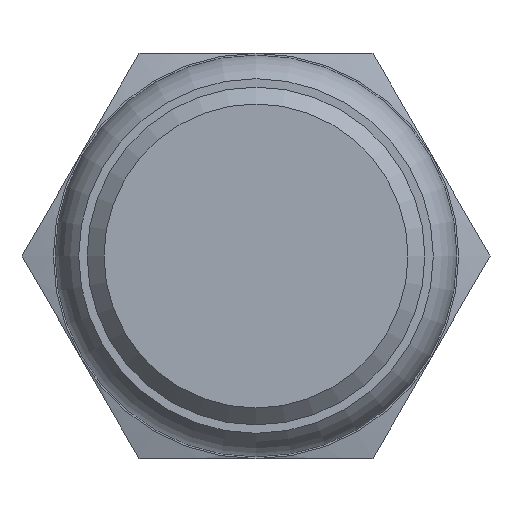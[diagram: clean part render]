
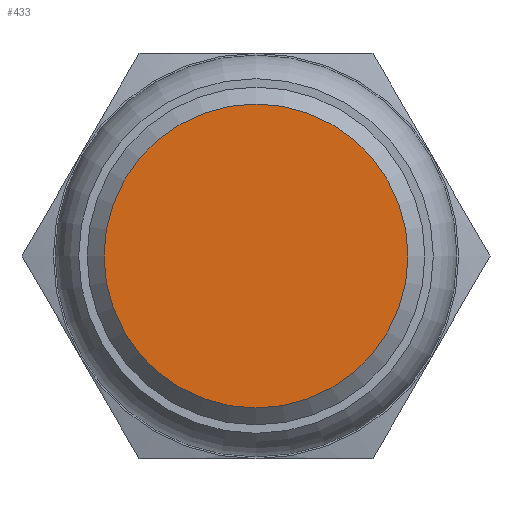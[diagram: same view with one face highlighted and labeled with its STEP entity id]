
A CAD part, left-side view. The second image highlights one B-rep face of the part: STEP entity #433.
In plain terms, the highlighted planar face has unit normal (-1, 0, 0).
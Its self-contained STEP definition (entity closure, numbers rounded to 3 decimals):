
#56=PLANE('',#491);
#87=FACE_OUTER_BOUND('',#131,.T.);
#131=EDGE_LOOP('',(#382));
#159=CIRCLE('',#492,9.);
#220=VERTEX_POINT('',#788);
#275=EDGE_CURVE('',#220,#220,#159,.T.);
#382=ORIENTED_EDGE('',*,*,#275,.F.);
#433=ADVANCED_FACE('',(#87),#56,.T.);
#491=AXIS2_PLACEMENT_3D('',#787,#610,#611);
#492=AXIS2_PLACEMENT_3D('',#789,#612,#613);
#610=DIRECTION('center_axis',(-1.,0.,0.));
#611=DIRECTION('ref_axis',(0.,0.,1.));
#612=DIRECTION('center_axis',(1.,0.,0.));
#613=DIRECTION('ref_axis',(0.,0.,-1.));
#787=CARTESIAN_POINT('Origin',(-49.5,9.,0.));
#788=CARTESIAN_POINT('',(-49.5,9.,0.));
#789=CARTESIAN_POINT('Origin',(-49.5,0.,0.));
